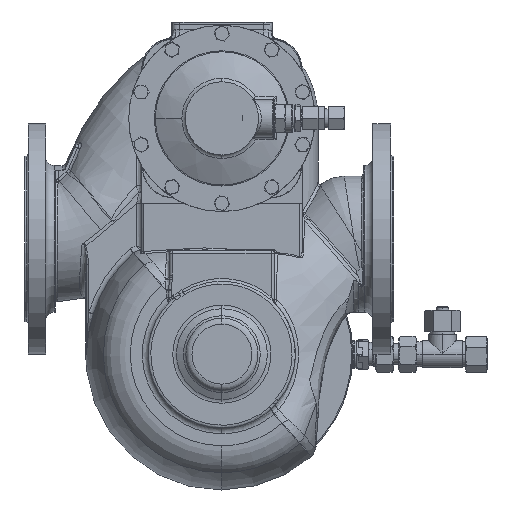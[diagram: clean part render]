
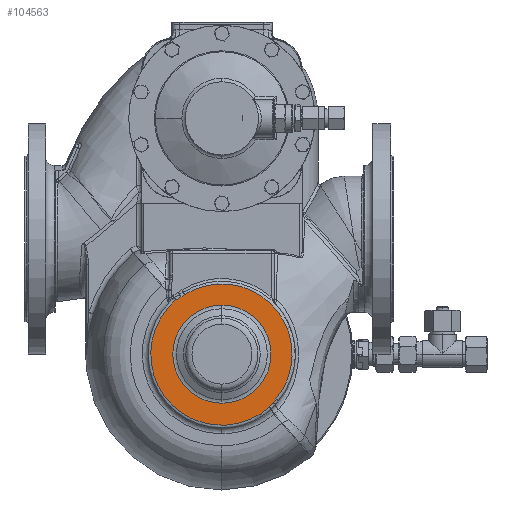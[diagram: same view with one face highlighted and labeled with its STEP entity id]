
A CAD part, front view. The second image highlights one B-rep face of the part: STEP entity #104563.
In plain terms, the highlighted planar face has unit normal (0, -1, 0).
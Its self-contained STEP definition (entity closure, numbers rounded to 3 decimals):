
#1107 = EDGE_CURVE ( 'Defeature ausgef�hrt1_26+Defeature ausgef�hrt1_733+Defeature ausgef�hrt1_734+Defeature ausgef�hrt1_724', #45023, #49762, #75528, .T. ) ;
#3643 = B_SPLINE_CURVE_WITH_KNOTS ( 'NONE', 3,
 ( #95035, #62086, #116257, #93658 ),
 .UNSPECIFIED., .F., .F.,
 ( 4, 4 ),
 ( 0., 0.004 ),
 .UNSPECIFIED. ) ;
#6161 = DIRECTION ( 'NONE',  ( 0., 0., -1. ) ) ;
#7578 = CARTESIAN_POINT ( 'NONE',  ( 77.133, -386.971, -83.317 ) ) ;
#10406 = AXIS2_PLACEMENT_3D ( 'NONE', #83950, #104586, #62027 ) ;
#10777 = VERTEX_POINT ( 'NONE', #7578 ) ;
#13957 = CARTESIAN_POINT ( 'NONE',  ( 28.212, -386.971, -37.21 ) ) ;
#14224 = EDGE_CURVE ( 'Defeature ausgef�hrt1_26+Defeature ausgef�hrt1_735+Defeature ausgef�hrt1_736+Defeature ausgef�hrt1_734', #111139, #122305, #33514, .T. ) ;
#17420 = CARTESIAN_POINT ( 'NONE',  ( -7.161, -386.971, 19.691 ) ) ;
#19711 = DIRECTION ( 'NONE',  ( 0., 0., -1. ) ) ;
#22042 = EDGE_CURVE ( 'Defeature ausgef�hrt1_26+Defeature ausgef�hrt1_829+Defeature ausgef�hrt1_829+Defeature ausgef�hrt1_829', #68629, #111693, #56427, .T. ) ;
#22553 = AXIS2_PLACEMENT_3D ( 'NONE', #58231, #100099, #6161 ) ;
#22892 = CIRCLE ( 'NONE', #79823, 67.854 ) ;
#23275 = ORIENTED_EDGE ( 'NONE', *, *, #61624, .T. ) ;
#26304 = EDGE_LOOP ( 'NONE', ( #84640, #75913 ) ) ;
#27975 = DIRECTION ( 'NONE',  ( 0., 1., 0. ) ) ;
#31246 = CARTESIAN_POINT ( 'NONE',  ( 78.005, -386.971, -82.173 ) ) ;
#33514 = CIRCLE ( 'NONE', #22553, 67. ) ;
#34024 = EDGE_CURVE ( 'Defeature ausgef�hrt1_26+Defeature ausgef�hrt1_734+Defeature ausgef�hrt1_735+Defeature ausgef�hrt1_733', #122305, #45023, #3643, .T. ) ;
#34072 = CARTESIAN_POINT ( 'NONE',  ( 73.682, -386.971, -87.575 ) ) ;
#35155 = CARTESIAN_POINT ( 'NONE',  ( 76.026, -386.971, -84.771 ) ) ;
#36955 = B_SPLINE_CURVE_WITH_KNOTS ( 'NONE', 3,
 ( #64146, #31246, #84015, #106028 ),
 .UNSPECIFIED., .F., .F.,
 ( 4, 4 ),
 ( 0., 0.004 ),
 .UNSPECIFIED. ) ;
#40885 = CARTESIAN_POINT ( 'NONE',  ( -15.555, -386.971, 14.642 ) ) ;
#42904 = CIRCLE ( 'NONE', #134743, 46.876 ) ;
#45023 = VERTEX_POINT ( 'NONE', #77505 ) ;
#45467 = CARTESIAN_POINT ( 'NONE',  ( 73.682, -386.971, -87.575 ) ) ;
#45511 = FACE_BOUND ( 'NONE', #26304, .T. ) ;
#47277 = VERTEX_POINT ( 'NONE', #34072 ) ;
#49624 = ORIENTED_EDGE ( 'NONE', *, *, #34024, .T. ) ;
#49762 = VERTEX_POINT ( 'NONE', #40885 ) ;
#54410 = DIRECTION ( 'NONE',  ( 0., 0., -1. ) ) ;
#54460 = ORIENTED_EDGE ( 'NONE', *, *, #135587, .T. ) ;
#55087 = DIRECTION ( 'NONE',  ( 0., -1., 0. ) ) ;
#55753 = CARTESIAN_POINT ( 'NONE',  ( 28.212, -386.971, -84.086 ) ) ;
#55776 = FACE_OUTER_BOUND ( 'NONE', #109238, .T. ) ;
#56427 = CIRCLE ( 'NONE', #10406, 46.876 ) ;
#58231 = CARTESIAN_POINT ( 'NONE',  ( 28.212, -386.971, -37.21 ) ) ;
#59905 = ORIENTED_EDGE ( 'NONE', *, *, #14224, .T. ) ;
#61624 = EDGE_CURVE ( 'Defeature ausgef�hrt1_26+Defeature ausgef�hrt1_736+Defeature ausgef�hrt1_737+Defeature ausgef�hrt1_735', #10777, #111139, #36955, .T. ) ;
#62027 = DIRECTION ( 'NONE',  ( 0., 0., -1. ) ) ;
#62086 = CARTESIAN_POINT ( 'NONE',  ( -8.383, -386.971, 18.932 ) ) ;
#62746 = CARTESIAN_POINT ( 'NONE',  ( -10.87, -386.971, 17.487 ) ) ;
#64146 = CARTESIAN_POINT ( 'NONE',  ( 77.133, -386.971, -83.317 ) ) ;
#67321 = CARTESIAN_POINT ( 'NONE',  ( 74.923, -386.971, -86.229 ) ) ;
#68629 = VERTEX_POINT ( 'NONE', #55753 ) ;
#69785 = CARTESIAN_POINT ( 'NONE',  ( 28.212, -386.971, -37.21 ) ) ;
#73023 = CARTESIAN_POINT ( 'NONE',  ( -15.555, -386.971, 14.642 ) ) ;
#74281 = EDGE_CURVE ( 'Defeature ausgef�hrt1_26+Defeature ausgef�hrt1_829+Defeature ausgef�hrt1_829+Defeature ausgef�hrt1_829', #111693, #68629, #42904, .T. ) ;
#75528 = B_SPLINE_CURVE_WITH_KNOTS ( 'NONE', 3,
 ( #62746, #126511, #93644, #73023 ),
 .UNSPECIFIED., .F., .F.,
 ( 4, 4 ),
 ( 0., 0.005 ),
 .UNSPECIFIED. ) ;
#75913 = ORIENTED_EDGE ( 'NONE', *, *, #74281, .T. ) ;
#76940 = CARTESIAN_POINT ( 'NONE',  ( 77.133, -386.971, -83.317 ) ) ;
#77505 = CARTESIAN_POINT ( 'NONE',  ( -10.87, -386.971, 17.487 ) ) ;
#77663 = PLANE ( 'NONE',  #109726 ) ;
#78069 = CARTESIAN_POINT ( 'NONE',  ( 28.212, -386.971, -37.21 ) ) ;
#79565 = CARTESIAN_POINT ( 'NONE',  ( 28.212, -386.971, 9.665 ) ) ;
#79823 = AXIS2_PLACEMENT_3D ( 'NONE', #78069, #108993, #119925 ) ;
#83950 = CARTESIAN_POINT ( 'NONE',  ( 28.212, -386.971, -37.21 ) ) ;
#84015 = CARTESIAN_POINT ( 'NONE',  ( 78.901, -386.971, -81.047 ) ) ;
#84640 = ORIENTED_EDGE ( 'NONE', *, *, #22042, .T. ) ;
#93644 = CARTESIAN_POINT ( 'NONE',  ( -14.054, -386.971, 15.69 ) ) ;
#93658 = CARTESIAN_POINT ( 'NONE',  ( -10.87, -386.971, 17.487 ) ) ;
#95035 = CARTESIAN_POINT ( 'NONE',  ( -7.161, -386.971, 19.691 ) ) ;
#100099 = DIRECTION ( 'NONE',  ( 0., -1., 0. ) ) ;
#104563 = ADVANCED_FACE ( 'Defeature ausgef�hrt1_26', ( #45511, #55776 ), #77663, .T. ) ;
#104586 = DIRECTION ( 'NONE',  ( 0., 1., 0. ) ) ;
#104726 = CARTESIAN_POINT ( 'NONE',  ( 79.818, -386.971, -79.939 ) ) ;
#106028 = CARTESIAN_POINT ( 'NONE',  ( 79.818, -386.971, -79.939 ) ) ;
#107199 = ORIENTED_EDGE ( 'NONE', *, *, #1107, .T. ) ;
#108993 = DIRECTION ( 'NONE',  ( 0., -1., 0. ) ) ;
#109238 = EDGE_LOOP ( 'NONE', ( #49624, #107199, #116927, #54460, #23275, #59905 ) ) ;
#109726 = AXIS2_PLACEMENT_3D ( 'NONE', #13957, #55087, #54410 ) ;
#111139 = VERTEX_POINT ( 'NONE', #104726 ) ;
#111693 = VERTEX_POINT ( 'NONE', #79565 ) ;
#115108 = B_SPLINE_CURVE_WITH_KNOTS ( 'NONE', 3,
 ( #45467, #67321, #35155, #76940 ),
 .UNSPECIFIED., .F., .F.,
 ( 4, 4 ),
 ( 0., 0.005 ),
 .UNSPECIFIED. ) ;
#116257 = CARTESIAN_POINT ( 'NONE',  ( -9.619, -386.971, 18.196 ) ) ;
#116927 = ORIENTED_EDGE ( 'NONE', *, *, #125238, .T. ) ;
#119925 = DIRECTION ( 'NONE',  ( 0., 0., -1. ) ) ;
#122305 = VERTEX_POINT ( 'NONE', #17420 ) ;
#125238 = EDGE_CURVE ( 'Defeature ausgef�hrt1_26+Defeature ausgef�hrt1_724+Defeature ausgef�hrt1_733+Defeature ausgef�hrt1_737', #49762, #47277, #22892, .T. ) ;
#126511 = CARTESIAN_POINT ( 'NONE',  ( -12.461, -386.971, 16.586 ) ) ;
#134743 = AXIS2_PLACEMENT_3D ( 'NONE', #69785, #27975, #19711 ) ;
#135587 = EDGE_CURVE ( 'Defeature ausgef�hrt1_26+Defeature ausgef�hrt1_737+Defeature ausgef�hrt1_724+Defeature ausgef�hrt1_736', #47277, #10777, #115108, .T. ) ;
